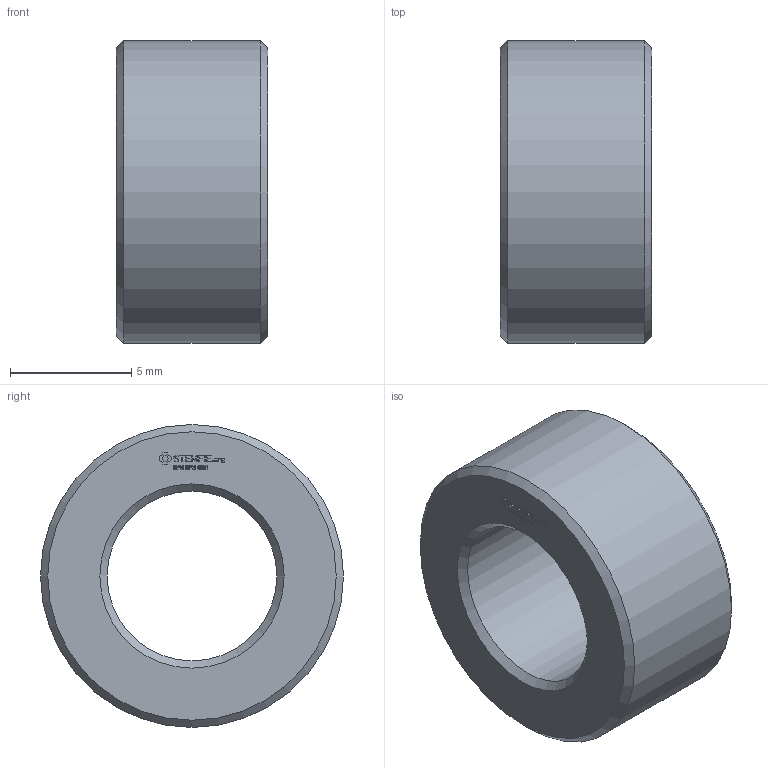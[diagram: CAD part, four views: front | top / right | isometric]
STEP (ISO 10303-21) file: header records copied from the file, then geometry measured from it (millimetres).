
FILE_DESCRIPTION(('FreeCAD Model'),'2;1');
FILE_NAME('Open CASCADE Shape Model','2024-01-02T00:13:08',(''),(''), 'Open CASCADE STEP processor 7.6','FreeCAD','Unknown');
FILE_SCHEMA(('AUTOMOTIVE_DESIGN { 1 0 10303 214 1 1 1 1 }'));
Length unit declared in the file: millimetre
Products named in the file (1): Spacer FRE BU01.00x00.50 - SPN-SPR-0051 (stemfie.org)
Bounding box: 6.25 x 12.5 x 12.5 mm (x, y, z)
Volume: 520.9 mm3; surface area: 530.9 mm2
Topology: 1 solids, 1 shells, 443 faces, 1223 edges, 814 vertices
Faces by surface type: plane 307, extrusion 130, cone 4, cylinder 2
Full cylindrical faces by diameter (mm): 7 x1, 12.5 x1
Entity records: 29454 total; most frequent: CARTESIAN_POINT 6771, DIRECTION 3371, VECTOR 2723, LINE 2593, ORIENTED_EDGE 2446, PCURVE 2446, DEFINITIONAL_REPRESENTATION 2446, EDGE_CURVE 1223
